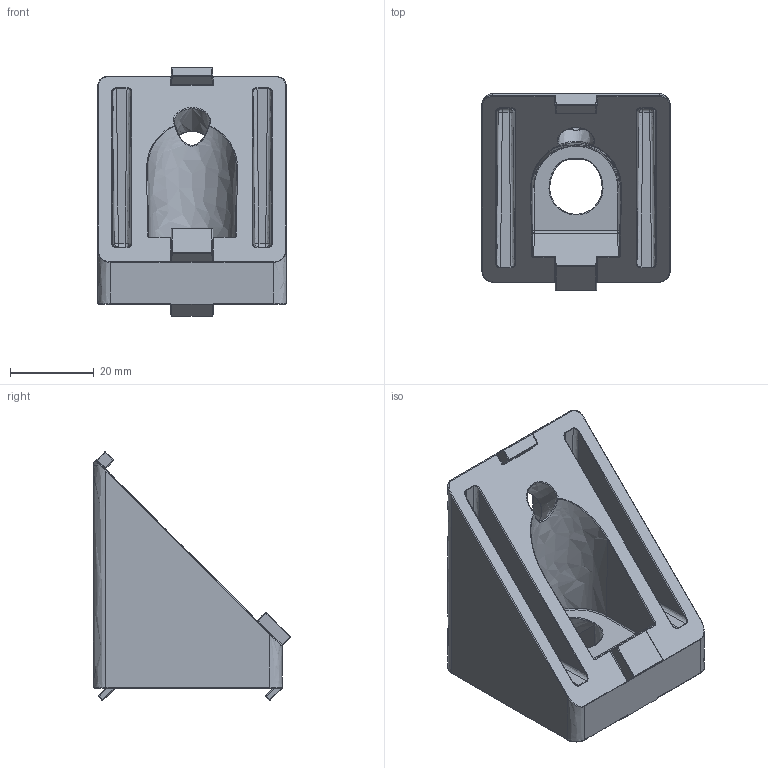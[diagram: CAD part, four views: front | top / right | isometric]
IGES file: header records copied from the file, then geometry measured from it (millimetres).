
Global section: file name: 304546; native system: Autodesk Inventor 2016; preprocessor: unknown; author: Admin; organization: Hewlett-Packard Company; date: 20180523.082001; units: millimetre
Bounding box: 45 x 47 x 59.25 mm (x, y, z)
Volume: 43603.9 mm3; surface area: 16446.9 mm2
Topology: 1 solids, 1 shells, 266 faces, 592 edges, 322 vertices
Faces by surface type: bspline 266
